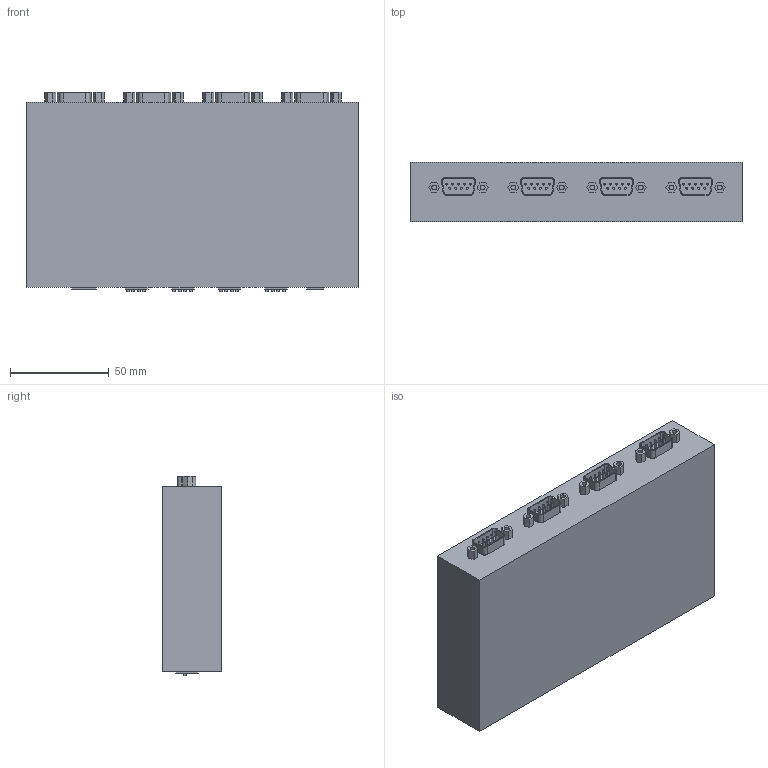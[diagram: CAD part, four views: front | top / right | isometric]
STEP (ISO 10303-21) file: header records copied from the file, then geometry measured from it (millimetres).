
FILE_DESCRIPTION(/* description */ (''),/* implementation_level */ '2;1');
FILE_NAME(/* name */ 'USB-4COMI-SI-M.stp',/* time_stamp */ '2016-07-18T09:36:17-04:00',/* author */ ('Kieran'),/* organization */ (''),/* preprocessor_version */ 'ST-DEVELOPER v15.6',/* originating_system */ 'Autodesk Inventor 2015',/* authorisation */ '');
FILE_SCHEMA (('AUTOMOTIVE_DESIGN { 1 0 10303 214 3 1 1 }'));
Length unit declared in the file: millimetre
Products named in the file (1): USB-4COMI-SI-M
Bounding box: 168 x 30 x 100.87 mm (x, y, z)
Volume: 473658.4 mm3; surface area: 51376.2 mm2
Topology: 1 solids, 1 shells, 341 faces, 765 edges, 510 vertices
Faces by surface type: plane 264, cylinder 77
Full cylindrical faces by diameter (mm): 1 x36, 2.45 x8, 6.25 x1
Entity records: 9232 total; most frequent: CARTESIAN_POINT 1572, DIRECTION 1558, ORIENTED_EDGE 1440, EDGE_CURVE 720, LINE 566, VECTOR 566, VERTEX_POINT 510, AXIS2_PLACEMENT_3D 496
